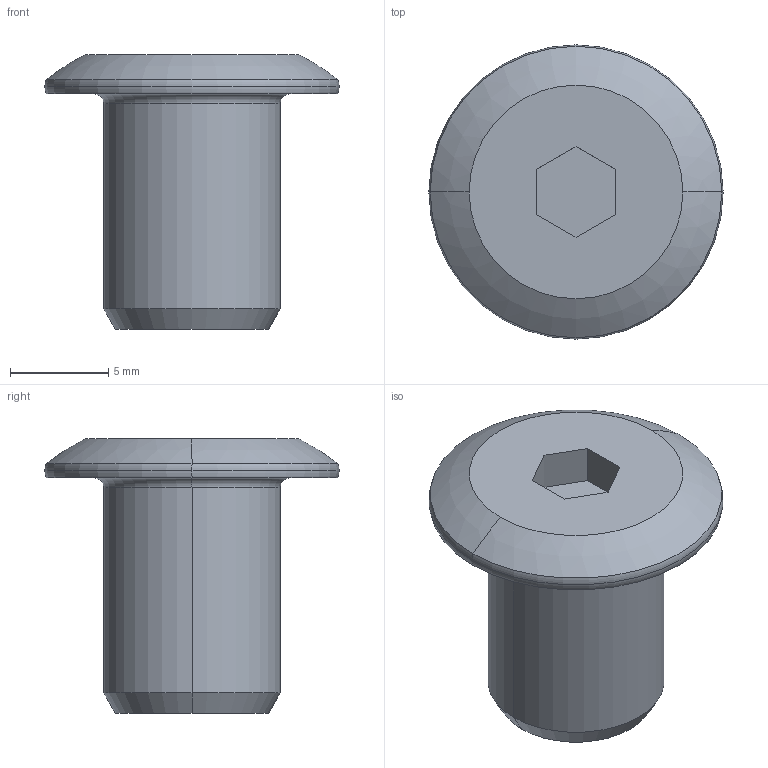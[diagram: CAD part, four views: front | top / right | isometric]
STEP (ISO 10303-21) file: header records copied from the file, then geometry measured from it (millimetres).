
FILE_DESCRIPTION(('no description'),'unknown implementation level');
FILE_NAME('264_75_762_1.stp',' ',('Häfele GmbH & Co KG'),('CADClick - KiM GmbH - www.kimweb.de'),'unknown preprocess','ACIS','unknown authorization');
FILE_SCHEMA(('CONFIG_CONTROL_DESIGN'));
Length unit declared in the file: millimetre
Products named in the file (1): 1
Bounding box: 15 x 15 x 14 mm (x, y, z)
Volume: 831.9 mm3; surface area: 1004.4 mm2
Topology: 1 solids, 1 shells, 75 faces, 155 edges, 84 vertices
Faces by surface type: cone 52, plane 11, torus 6, cylinder 4, sphere 2
Entity records: 1978 total; most frequent: DIRECTION 384, CARTESIAN_POINT 313, ORIENTED_EDGE 306, AXIS2_PLACEMENT_3D 155, EDGE_CURVE 153, VERTEX_POINT 84, EDGE_LOOP 79, CIRCLE 79
